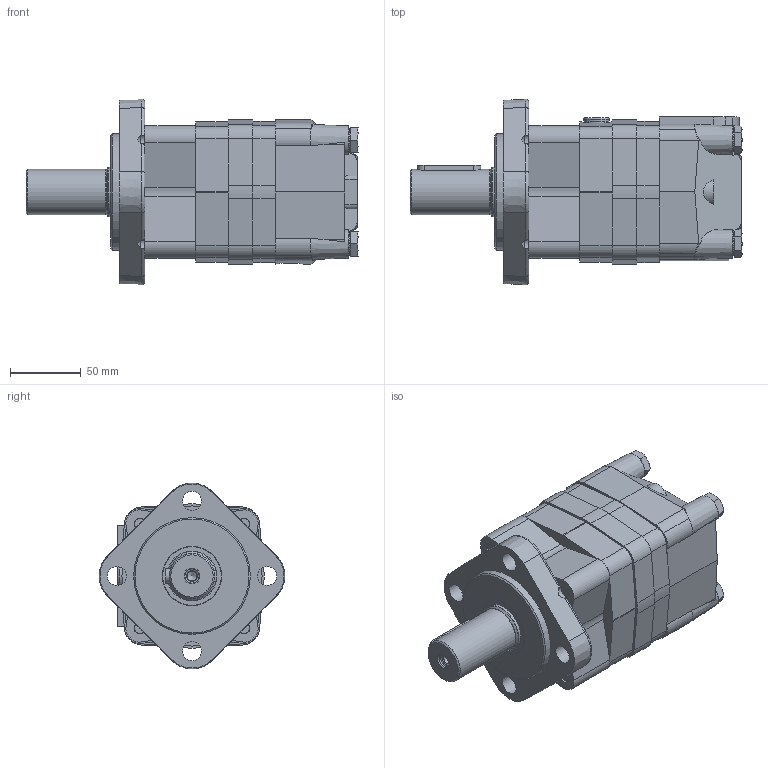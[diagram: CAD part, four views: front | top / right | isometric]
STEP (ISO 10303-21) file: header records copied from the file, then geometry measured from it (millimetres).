
FILE_DESCRIPTION( ( 'STEP AP214' ), '1' );
FILE_NAME( 'MS100CRSP_4.stp', '2019-11-20T15:03:46', ( '' ), ( '' ), ' ', 'PARTsolutions', ' ' );
FILE_SCHEMA( ( 'AUTOMOTIVE_DESIGN { 1 0 10303 214 1 1 1 1 }' ) );
Length unit declared in the file: millimetre
Products named in the file (8): MS100CRSP/4; _MS-MF; _MS-SP; _MS100-D; _MS-VP; _MSRS-P; HI_Hexagon bolt DIN 931-1 M10x1430; _MSC
Assembly tree (10 placements, depth 2):
  MS100CRSP/4
    _MS-MF
    _MS-SP
    _MS100-D
    _MS-VP
    _MSRS-P
    HI_Hexagon bolt DIN 931-1 M10x1430  x4
    _MSC
Bounding box: 234.8 x 131.31 x 131.31 mm (x, y, z)
Volume: 1537202.5 mm3; surface area: 213233.7 mm2
Topology: 10 solids, 10 shells, 399 faces, 1018 edges, 660 vertices
Faces by surface type: plane 176, cylinder 137, cone 71, torus 15
Full cylindrical faces by diameter (mm): 2.2 x4, 6.647 x1, 8.376 x6, 10 x5, 10.1 x6, 10.2 x4, 10.5 x8, 10.8 x4, 12 x1, 13.5 x4, 16 x4, 16.9 x1, 18 x1, 18.631 x2, 19.5 x1, 21 x1, 22 x4, 32 x1, 35 x1, 35.2 x1, 42 x1, 82.5 x1
Entity records: 13664 total; most frequent: CARTESIAN_POINT 2717, DIRECTION 1697, ORIENTED_EDGE 1562, EDGE_CURVE 781, AXIS2_PLACEMENT_3D 676, VERTEX_POINT 569, EDGE_LOOP 490, FACE_OUTER_BOUND 399
